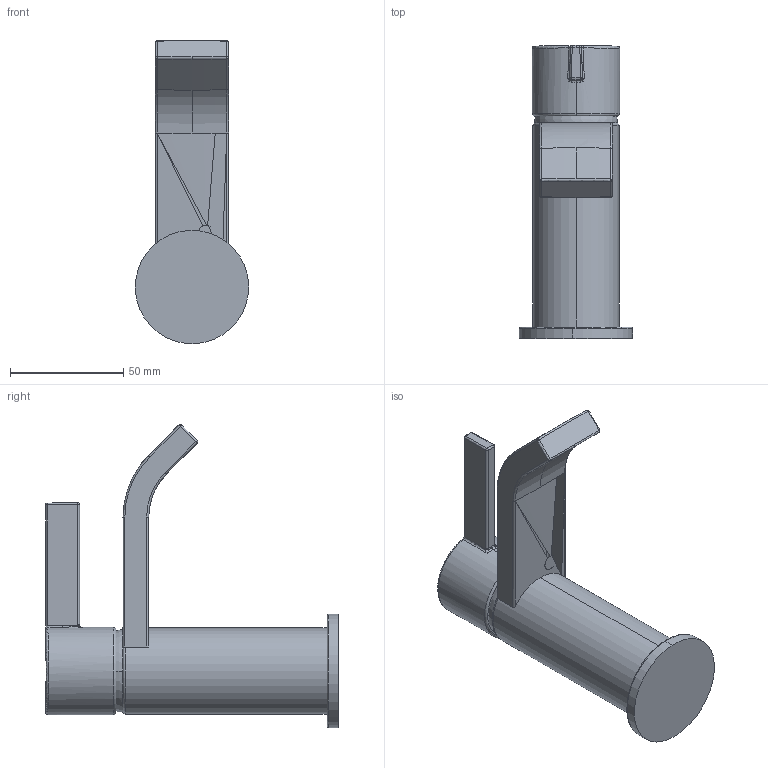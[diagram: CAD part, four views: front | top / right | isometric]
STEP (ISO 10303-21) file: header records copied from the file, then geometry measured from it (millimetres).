
FILE_DESCRIPTION (( 'STEP AP214' ), '1' );
FILE_NAME ('33525671ff_PM.STEP', '2023-11-20T10:12:51', ( '' ), ( '' ), 'SwSTEP 2.0', 'SolidWorks 2023', '' );
FILE_SCHEMA (( 'AUTOMOTIVE_DESIGN' ));
Length unit declared in the file: millimetre
Products named in the file (6): Planungsmodell_Auslauf-+-09282240290-1_K1_32x105; Planungsmodell_Koerper-+-09196702090_K1_38x96; Planungsmodell_Hebel-+-09206703121_K1; 33525671ff_PM; Planungsmodell_Haube-+-09.28.30.043-01_K3_36.5; Planungsmodell_Rosette-+-09276600690-1_K1_50x5
Assembly tree (5 placements, depth 2):
  33525671ff_PM
    Planungsmodell_Koerper-+-09196702090_K1_38x96
    Planungsmodell_Haube-+-09.28.30.043-01_K3_36.5
    Planungsmodell_Rosette-+-09276600690-1_K1_50x5
    Planungsmodell_Hebel-+-09206703121_K1
    Planungsmodell_Auslauf-+-09282240290-1_K1_32x105
Bounding box: 49.92 x 129 x 133.68 mm (x, y, z)
Volume: 205081.2 mm3; surface area: 38804.6 mm2
Topology: 5 solids, 6 shells, 137 faces, 289 edges, 167 vertices
Faces by surface type: cylinder 49, torus 32, plane 21, bspline 17, sphere 13, cone 5
Entity records: 4844 total; most frequent: CARTESIAN_POINT 1777, DIRECTION 669, ORIENTED_EDGE 574, AXIS2_PLACEMENT_3D 301, EDGE_CURVE 287, CIRCLE 173, VERTEX_POINT 167, EDGE_LOOP 144
